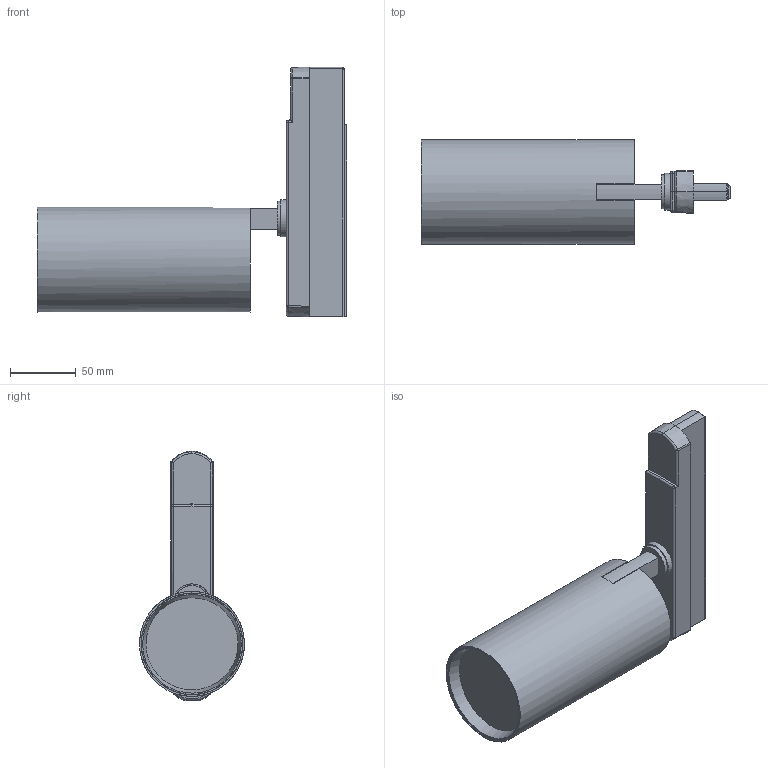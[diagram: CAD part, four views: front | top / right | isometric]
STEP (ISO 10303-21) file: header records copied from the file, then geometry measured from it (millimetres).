
FILE_DESCRIPTION (( 'STEP AP214' ), '1' );
FILE_NAME ('TL_XR_V_30W.STEP', '2025-07-25T08:26:31', ( '' ), ( '' ), 'SwSTEP 2.0', 'SolidWorks 2024', '' );
FILE_SCHEMA (( 'AUTOMOTIVE_DESIGN' ));
Length unit declared in the file: millimetre
Products named in the file (1): TL_XR_V_30W
Bounding box: 235.51 x 79.95 x 190.37 mm (x, y, z)
Volume: 303118.5 mm3; surface area: 156264.6 mm2
Topology: 9 solids, 9 shells, 109 faces, 263 edges, 174 vertices
Faces by surface type: plane 49, cylinder 24, cone 17, bspline 8, torus 7, sphere 4
Full cylindrical faces by diameter (mm): 16.5 x1, 28.2 x1, 75.4 x1, 77.1 x1, 77.5 x1, 80 x1
Entity records: 3944 total; most frequent: CARTESIAN_POINT 1497, ORIENTED_EDGE 480, DIRECTION 451, EDGE_CURVE 240, AXIS2_PLACEMENT_3D 185, VERTEX_POINT 168, EDGE_LOOP 136, FACE_OUTER_BOUND 116
